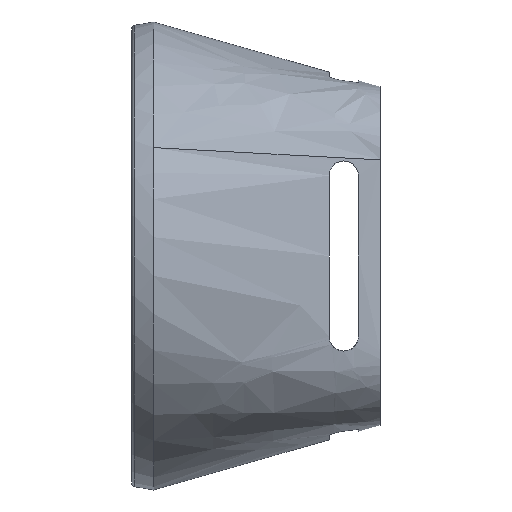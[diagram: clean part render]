
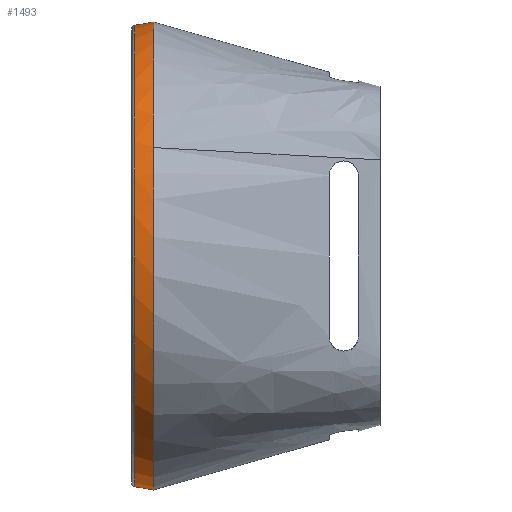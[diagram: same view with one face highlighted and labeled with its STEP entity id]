
A CAD part, left-side view. The second image highlights one B-rep face of the part: STEP entity #1493.
In plain terms, the highlighted conical face has half-angle 10 degrees and reference radius 32 mm.
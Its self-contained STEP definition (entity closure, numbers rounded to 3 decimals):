
#23 = AXIS2_PLACEMENT_3D ( 'NONE', #6934, #3662, #10046 ) ;
#155 = CARTESIAN_POINT ( 'NONE',  ( -7.148, 44.934, 50.107 ) ) ;
#215 = CARTESIAN_POINT ( 'NONE',  ( -11.099, 44.934, 57.312 ) ) ;
#314 = FACE_OUTER_BOUND ( 'NONE', #2400, .T. ) ;
#753 = CARTESIAN_POINT ( 'NONE',  ( 18.805, 44.934, 37.026 ) ) ;
#1074 = CARTESIAN_POINT ( 'NONE',  ( 18.805, 44.934, 37.026 ) ) ;
#1185 = CARTESIAN_POINT ( 'NONE',  ( -9.555, 44.934, 83.849 ) ) ;
#1493 = ADVANCED_FACE ( 'NONE', ( #314 ), #4614, .T. ) ;
#1707 = CARTESIAN_POINT ( 'NONE',  ( 13.332, 44.934, 37.379 ) ) ;
#2084 = B_SPLINE_CURVE_WITH_KNOTS ( 'NONE', 3,
 ( #1074, #9117, #1707, #5064, #9842, #5810, #4251, #4196, #155, #7533, #215, #4310, #8487, #8590, #9332, #6083, #10163, #1185 ),
 .UNSPECIFIED., .F., .F.,
 ( 4, 2, 2, 2, 2, 2, 2, 2, 4 ),
 ( 0., 0.125, 0.25, 0.375, 0.5, 0.625, 0.75, 0.875, 1. ),
 .UNSPECIFIED. ) ;
#2400 = EDGE_LOOP ( 'NONE', ( #2994, #8823, #6944, #7106, #5240 ) ) ;
#2442 = VERTEX_POINT ( 'NONE', #4270 ) ;
#2589 = CIRCLE ( 'NONE', #8547, 31.544 ) ;
#2671 = EDGE_CURVE ( 'NONE', #3540, #5166, #7007, .T. ) ;
#2950 = CARTESIAN_POINT ( 'NONE',  ( 15.901, 44.934, 101.026 ) ) ;
#2994 = ORIENTED_EDGE ( 'NONE', *, *, #6510, .T. ) ;
#2995 = CARTESIAN_POINT ( 'NONE',  ( 18.805, 44.934, 101.027 ) ) ;
#3540 = VERTEX_POINT ( 'NONE', #3691 ) ;
#3642 = DIRECTION ( 'NONE',  ( 0., 0., -1. ) ) ;
#3662 = DIRECTION ( 'NONE',  ( 0., -1., 0. ) ) ;
#3691 = CARTESIAN_POINT ( 'NONE',  ( 18.805, 47.521, 100.57 ) ) ;
#3793 = VECTOR ( 'NONE', #6263, 1000. ) ;
#4196 = CARTESIAN_POINT ( 'NONE',  ( -5.428, 44.934, 47.95 ) ) ;
#4251 = CARTESIAN_POINT ( 'NONE',  ( -1.498, 44.934, 44.141 ) ) ;
#4270 = CARTESIAN_POINT ( 'NONE',  ( -9.555, 44.934, 83.849 ) ) ;
#4310 = CARTESIAN_POINT ( 'NONE',  ( -12.654, 44.934, 62.56 ) ) ;
#4614 = CONICAL_SURFACE ( 'NONE', #23, 32., 0.175 ) ;
#5064 = CARTESIAN_POINT ( 'NONE',  ( 8.038, 44.934, 38.768 ) ) ;
#5166 = VERTEX_POINT ( 'NONE', #6257 ) ;
#5231 = CARTESIAN_POINT ( 'NONE',  ( 4.712, 44.934, 97.902 ) ) ;
#5240 = ORIENTED_EDGE ( 'NONE', *, *, #2671, .F. ) ;
#5329 = CARTESIAN_POINT ( 'NONE',  ( -6.511, 44.934, 88.813 ) ) ;
#5379 = CARTESIAN_POINT ( 'NONE',  ( -9.555, 44.934, 83.849 ) ) ;
#5392 = CARTESIAN_POINT ( 'NONE',  ( 18.805, 44.934, 101.026 ) ) ;
#5810 = CARTESIAN_POINT ( 'NONE',  ( 0.713, 44.934, 42.49 ) ) ;
#5886 = VERTEX_POINT ( 'NONE', #753 ) ;
#6083 = CARTESIAN_POINT ( 'NONE',  ( -11.777, 44.934, 78.835 ) ) ;
#6161 = VECTOR ( 'NONE', #10232, 1000. ) ;
#6197 = CARTESIAN_POINT ( 'NONE',  ( 18.805, 47.521, 37.482 ) ) ;
#6257 = CARTESIAN_POINT ( 'NONE',  ( 18.805, 44.934, 101.027 ) ) ;
#6263 = DIRECTION ( 'NONE',  ( 0., -0.985, -0.174 ) ) ;
#6481 = VERTEX_POINT ( 'NONE', #6197 ) ;
#6510 = EDGE_CURVE ( 'NONE', #3540, #6481, #2589, .T. ) ;
#6934 = CARTESIAN_POINT ( 'NONE',  ( 18.805, 44.934, 69.026 ) ) ;
#6944 = ORIENTED_EDGE ( 'NONE', *, *, #7769, .T. ) ;
#6960 = DIRECTION ( 'NONE',  ( 0., -1., 0. ) ) ;
#7007 = LINE ( 'NONE', #5392, #6161 ) ;
#7043 = CARTESIAN_POINT ( 'NONE',  ( 7.402, 44.934, 99.066 ) ) ;
#7050 = B_SPLINE_CURVE_WITH_KNOTS ( 'NONE', 3,
 ( #5379, #10217, #5329, #9522, #9382, #5231, #7043, #8489, #2950, #2995 ),
 .UNSPECIFIED., .F., .F.,
 ( 4, 2, 2, 2, 4 ),
 ( 0., 0.25, 0.5, 0.75, 1. ),
 .UNSPECIFIED. ) ;
#7106 = ORIENTED_EDGE ( 'NONE', *, *, #8345, .T. ) ;
#7533 = CARTESIAN_POINT ( 'NONE',  ( -9.983, 44.934, 54.789 ) ) ;
#7769 = EDGE_CURVE ( 'NONE', #5886, #2442, #2084, .T. ) ;
#8345 = EDGE_CURVE ( 'NONE', #2442, #5166, #7050, .T. ) ;
#8487 = CARTESIAN_POINT ( 'NONE',  ( -13.093, 44.934, 65.284 ) ) ;
#8489 = CARTESIAN_POINT ( 'NONE',  ( 12.997, 44.934, 100.628 ) ) ;
#8547 = AXIS2_PLACEMENT_3D ( 'NONE', #10080, #6960, #3642 ) ;
#8590 = CARTESIAN_POINT ( 'NONE',  ( -13.265, 44.934, 70.754 ) ) ;
#8823 = ORIENTED_EDGE ( 'NONE', *, *, #9119, .T. ) ;
#9117 = CARTESIAN_POINT ( 'NONE',  ( 16.069, 44.934, 37.026 ) ) ;
#9119 = EDGE_CURVE ( 'NONE', #6481, #5886, #9612, .T. ) ;
#9332 = CARTESIAN_POINT ( 'NONE',  ( -12.998, 44.934, 73.5 ) ) ;
#9382 = CARTESIAN_POINT ( 'NONE',  ( -0.257, 44.934, 94.892 ) ) ;
#9522 = CARTESIAN_POINT ( 'NONE',  ( -2.535, 44.934, 93.047 ) ) ;
#9612 = LINE ( 'NONE', #10349, #3793 ) ;
#9842 = CARTESIAN_POINT ( 'NONE',  ( 5.481, 44.934, 39.804 ) ) ;
#10046 = DIRECTION ( 'NONE',  ( 0., 0., 1. ) ) ;
#10080 = CARTESIAN_POINT ( 'NONE',  ( 18.805, 47.521, 69.026 ) ) ;
#10163 = CARTESIAN_POINT ( 'NONE',  ( -10.822, 44.934, 81.424 ) ) ;
#10217 = CARTESIAN_POINT ( 'NONE',  ( -8.209, 44.934, 86.423 ) ) ;
#10232 = DIRECTION ( 'NONE',  ( 0., -0.985, 0.174 ) ) ;
#10349 = CARTESIAN_POINT ( 'NONE',  ( 18.805, 44.934, 37.026 ) ) ;
